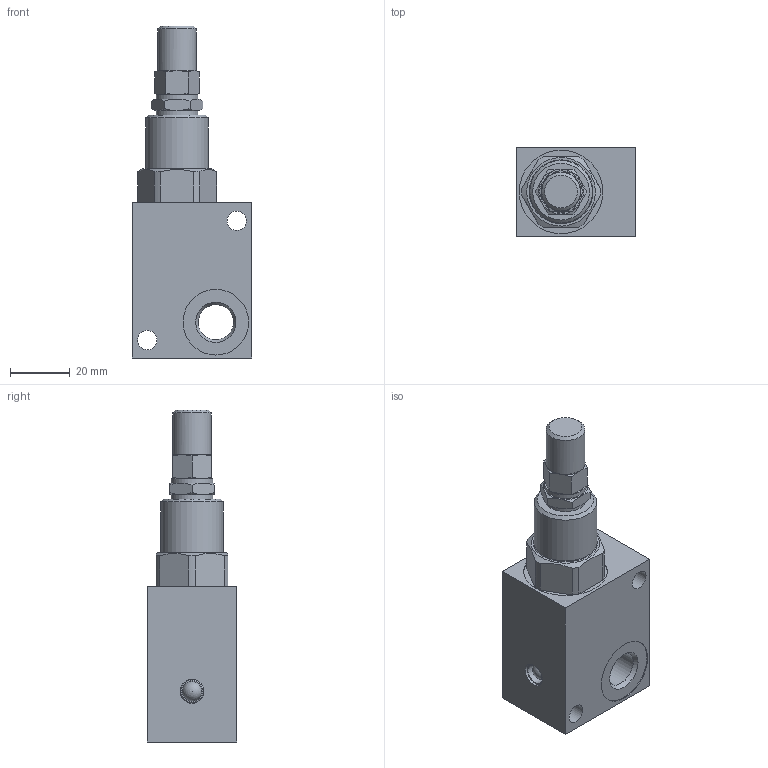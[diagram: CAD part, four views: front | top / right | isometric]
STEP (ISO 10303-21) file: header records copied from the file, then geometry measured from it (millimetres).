
FILE_DESCRIPTION(/* description */ ('Unknown'),/* implementation_level */ '2;1');
FILE_NAME(/* name */ 'V0689',/* time_stamp */ '2017-09-20T13:37:54+02:00',/* author */ ('Unknown'),/* organization */ ('Unknown'),/* preprocessor_version */ 'ST-DEVELOPER v16.7',/* originating_system */ 'DEX',/* authorisation */ $);
FILE_SCHEMA (('AUTOMOTIVE_DESIGN {1 0 10303 214 3 1 1}'));
Length unit declared in the file: millimetre
Products named in the file (1): V0689
Bounding box: 40 x 30 x 111.35 mm (x, y, z)
Volume: 65005 mm3; surface area: 21570.7 mm2
Topology: 7 solids, 8 shells, 158 faces, 354 edges, 214 vertices
Faces by surface type: plane 52, cone 51, cylinder 31, bspline 12, torus 11, sphere 1
Full cylindrical faces by diameter (mm): 6.5 x2, 6.647 x2, 6.667 x1, 7 x1, 8 x5, 8.5 x1, 11.8 x2, 13 x1, 14 x2, 20.1 x1, 20.376 x1, 21 x1, 22 x4, 28 x1
Entity records: 5807 total; most frequent: CARTESIAN_POINT 2626, DIRECTION 584, ORIENTED_EDGE 528, AXIS2_PLACEMENT_3D 271, EDGE_CURVE 264, FACE_BOUND 246, EDGE_LOOP 245, VERTEX_POINT 194
